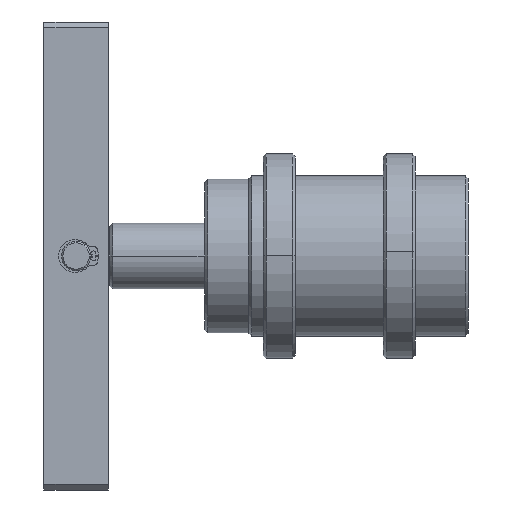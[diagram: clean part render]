
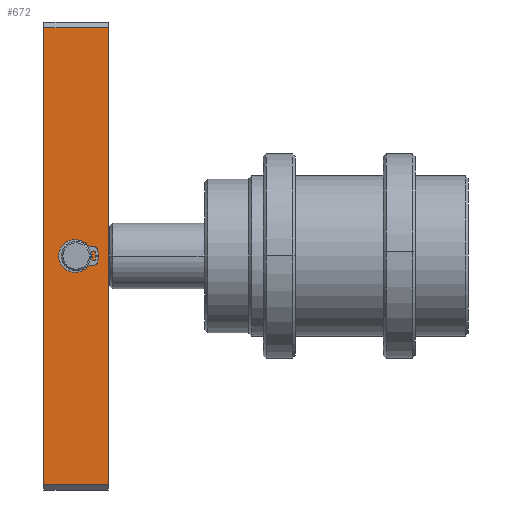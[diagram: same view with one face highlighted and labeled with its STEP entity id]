
A CAD part, left-side view. The second image highlights one B-rep face of the part: STEP entity #672.
In plain terms, the highlighted face is planar.
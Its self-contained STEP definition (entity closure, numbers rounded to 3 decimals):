
#55 = EDGE_CURVE ( 'NONE', #4642, #918, #3921, .T. ) ;
#78 = EDGE_CURVE ( 'NONE', #906, #890, #4292, .T. ) ;
#104 = EDGE_CURVE ( 'NONE', #4642, #906, #4606, .T. ) ;
#112 = EDGE_CURVE ( 'NONE', #4627, #4675, #3999, .T. ) ;
#125 = EDGE_CURVE ( 'NONE', #4675, #4627, #4409, .T. ) ;
#144 = EDGE_CURVE ( 'NONE', #890, #918, #4124, .T. ) ;
#552 = AXIS2_PLACEMENT_3D ( 'NONE', #5966, #5962, #5964 ) ;
#557 = AXIS2_PLACEMENT_3D ( 'NONE', #5491, #5911, #5433 ) ;
#672 = ADVANCED_FACE ( 'NONE', ( #4412, #4434 ), #6594, .F. ) ;
#890 = VERTEX_POINT ( 'NONE', #3026 ) ;
#906 = VERTEX_POINT ( 'NONE', #3015 ) ;
#912 = EDGE_LOOP ( 'NONE', ( #4002, #4669 ) ) ;
#918 = VERTEX_POINT ( 'NONE', #3002 ) ;
#1185 = EDGE_LOOP ( 'NONE', ( #4628, #3894, #4587, #4777 ) ) ;
#1248 = AXIS2_PLACEMENT_3D ( 'NONE', #6595, #6590, #6589 ) ;
#2664 = CARTESIAN_POINT ( 'NONE',  ( 85.5, 11., 0. ) ) ;
#2677 = CARTESIAN_POINT ( 'NONE',  ( 2., 22., 0. ) ) ;
#2697 = CARTESIAN_POINT ( 'NONE',  ( 74.5, 11., 0. ) ) ;
#3002 = CARTESIAN_POINT ( 'NONE',  ( 158., 22., 0. ) ) ;
#3015 = CARTESIAN_POINT ( 'NONE',  ( 2., 0., 0. ) ) ;
#3026 = CARTESIAN_POINT ( 'NONE',  ( 158., 0., 0. ) ) ;
#3894 = ORIENTED_EDGE ( 'NONE', *, *, #104, .T. ) ;
#3921 = LINE ( 'NONE', #5410, #4582 ) ;
#3999 = CIRCLE ( 'NONE', #557, 5.5 ) ;
#4002 = ORIENTED_EDGE ( 'NONE', *, *, #125, .T. ) ;
#4124 = LINE ( 'NONE', #5507, #4780 ) ;
#4270 = VECTOR ( 'NONE', #5751, 1000. ) ;
#4292 = LINE ( 'NONE', #5642, #4270 ) ;
#4409 = CIRCLE ( 'NONE', #552, 5.5 ) ;
#4412 = FACE_BOUND ( 'NONE', #912, .T. ) ;
#4434 = FACE_OUTER_BOUND ( 'NONE', #1185, .T. ) ;
#4582 = VECTOR ( 'NONE', #5402, 1000. ) ;
#4587 = ORIENTED_EDGE ( 'NONE', *, *, #78, .T. ) ;
#4606 = LINE ( 'NONE', #5791, #4659 ) ;
#4627 = VERTEX_POINT ( 'NONE', #2697 ) ;
#4628 = ORIENTED_EDGE ( 'NONE', *, *, #55, .F. ) ;
#4642 = VERTEX_POINT ( 'NONE', #2677 ) ;
#4659 = VECTOR ( 'NONE', #5469, 1000. ) ;
#4669 = ORIENTED_EDGE ( 'NONE', *, *, #112, .T. ) ;
#4675 = VERTEX_POINT ( 'NONE', #2664 ) ;
#4777 = ORIENTED_EDGE ( 'NONE', *, *, #144, .T. ) ;
#4780 = VECTOR ( 'NONE', #5416, 1000. ) ;
#5402 = DIRECTION ( 'NONE',  ( 1., 0., 0. ) ) ;
#5410 = CARTESIAN_POINT ( 'NONE',  ( 160., 22., 0. ) ) ;
#5416 = DIRECTION ( 'NONE',  ( 0., 1., 0. ) ) ;
#5433 = DIRECTION ( 'NONE',  ( -1., 0., 0. ) ) ;
#5469 = DIRECTION ( 'NONE',  ( 0., -1., 0. ) ) ;
#5491 = CARTESIAN_POINT ( 'NONE',  ( 80., 11., 0. ) ) ;
#5507 = CARTESIAN_POINT ( 'NONE',  ( 158., 22., 0. ) ) ;
#5642 = CARTESIAN_POINT ( 'NONE',  ( 160., 0., 0. ) ) ;
#5751 = DIRECTION ( 'NONE',  ( 1., 0., 0. ) ) ;
#5791 = CARTESIAN_POINT ( 'NONE',  ( 2., 22., 0. ) ) ;
#5911 = DIRECTION ( 'NONE',  ( 0., 0., -1. ) ) ;
#5962 = DIRECTION ( 'NONE',  ( 0., 0., -1. ) ) ;
#5964 = DIRECTION ( 'NONE',  ( -1., 0., 0. ) ) ;
#5966 = CARTESIAN_POINT ( 'NONE',  ( 80., 11., 0. ) ) ;
#6589 = DIRECTION ( 'NONE',  ( -1., 0., 0. ) ) ;
#6590 = DIRECTION ( 'NONE',  ( 0., 0., -1. ) ) ;
#6594 = PLANE ( 'NONE',  #1248 ) ;
#6595 = CARTESIAN_POINT ( 'NONE',  ( 160., 22., 0. ) ) ;
